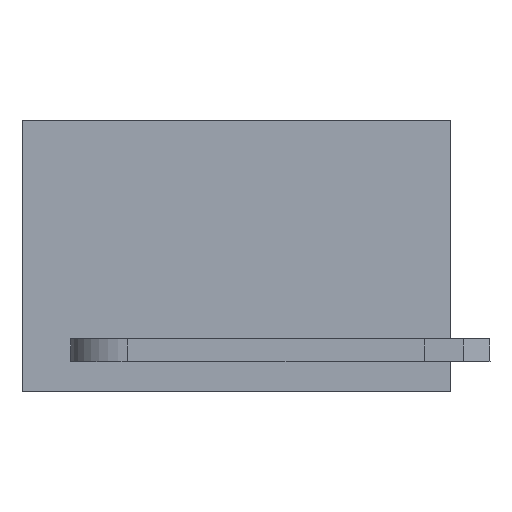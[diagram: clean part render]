
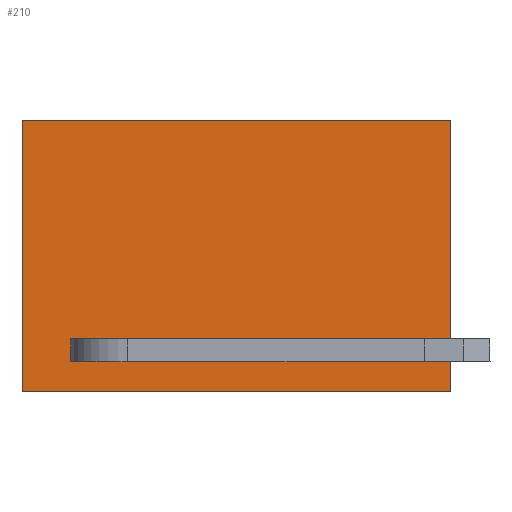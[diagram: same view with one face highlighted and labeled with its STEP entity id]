
A CAD part, front view. The second image highlights one B-rep face of the part: STEP entity #210.
In plain terms, the highlighted planar face has unit normal (0, -1, 0).
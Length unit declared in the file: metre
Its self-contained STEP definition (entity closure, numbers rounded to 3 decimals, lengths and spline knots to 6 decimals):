
#210=ADVANCED_FACE('',(#566,#567,#568,#569),#570,.T.);
#566=FACE_BOUND('',#1080,.T.);
#567=FACE_BOUND('',#1081,.T.);
#568=FACE_BOUND('',#1082,.T.);
#569=FACE_OUTER_BOUND('',#1083,.T.);
#570=PLANE('',#1084);
#1080=EDGE_LOOP('',(#1652,#1653,#1654,#1655));
#1081=EDGE_LOOP('',(#1656,#1657,#1658,#1659));
#1082=EDGE_LOOP('',(#1660,#1661,#1662,#1663));
#1083=EDGE_LOOP('',(#1664,#1665,#1666,#1667));
#1084=AXIS2_PLACEMENT_3D('',#1668,#1669,#1670);
#1652=ORIENTED_EDGE('',*,*,#3137,.F.);
#1653=ORIENTED_EDGE('',*,*,#3138,.F.);
#1654=ORIENTED_EDGE('',*,*,#3139,.F.);
#1655=ORIENTED_EDGE('',*,*,#3140,.F.);
#1656=ORIENTED_EDGE('',*,*,#3141,.F.);
#1657=ORIENTED_EDGE('',*,*,#3142,.F.);
#1658=ORIENTED_EDGE('',*,*,#3143,.F.);
#1659=ORIENTED_EDGE('',*,*,#3144,.F.);
#1660=ORIENTED_EDGE('',*,*,#3145,.F.);
#1661=ORIENTED_EDGE('',*,*,#3146,.T.);
#1662=ORIENTED_EDGE('',*,*,#3147,.F.);
#1663=ORIENTED_EDGE('',*,*,#3148,.F.);
#1664=ORIENTED_EDGE('',*,*,#3135,.F.);
#1665=ORIENTED_EDGE('',*,*,#3149,.F.);
#1666=ORIENTED_EDGE('',*,*,#3101,.T.);
#1667=ORIENTED_EDGE('',*,*,#3150,.T.);
#1668=CARTESIAN_POINT('',(0.01,0.,-0.0095));
#1669=DIRECTION('',(0.,-1.0,0.));
#1670=DIRECTION('',(0.,0.,-1.0));
#3101=EDGE_CURVE('',#3711,#3708,#3712,.T.);
#3135=EDGE_CURVE('',#3771,#3758,#3773,.T.);
#3137=EDGE_CURVE('',#3775,#3776,#3777,.T.);
#3138=EDGE_CURVE('',#3778,#3775,#3779,.T.);
#3139=EDGE_CURVE('',#3780,#3778,#3781,.T.);
#3140=EDGE_CURVE('',#3776,#3780,#3782,.T.);
#3141=EDGE_CURVE('',#3783,#3784,#3785,.T.);
#3142=EDGE_CURVE('',#3786,#3783,#3787,.T.);
#3143=EDGE_CURVE('',#3788,#3786,#3789,.T.);
#3144=EDGE_CURVE('',#3784,#3788,#3790,.T.);
#3145=EDGE_CURVE('',#3791,#3792,#3793,.T.);
#3146=EDGE_CURVE('',#3791,#3794,#3795,.T.);
#3147=EDGE_CURVE('',#3796,#3794,#3797,.T.);
#3148=EDGE_CURVE('',#3792,#3796,#3798,.T.);
#3149=EDGE_CURVE('',#3711,#3771,#3799,.T.);
#3150=EDGE_CURVE('',#3708,#3758,#3800,.T.);
#3708=VERTEX_POINT('',#4596);
#3711=VERTEX_POINT('',#4600);
#3712=LINE('',#4601,#4602);
#3758=VERTEX_POINT('',#4669);
#3771=VERTEX_POINT('',#4688);
#3773=LINE('',#4691,#4692);
#3775=VERTEX_POINT('',#4694);
#3776=VERTEX_POINT('',#4695);
#3777=LINE('',#4696,#4697);
#3778=VERTEX_POINT('',#4698);
#3779=LINE('',#4699,#4700);
#3780=VERTEX_POINT('',#4701);
#3781=LINE('',#4702,#4703);
#3782=LINE('',#4704,#4705);
#3783=VERTEX_POINT('',#4706);
#3784=VERTEX_POINT('',#4707);
#3785=LINE('',#4708,#4709);
#3786=VERTEX_POINT('',#4710);
#3787=LINE('',#4711,#4712);
#3788=VERTEX_POINT('',#4713);
#3789=LINE('',#4714,#4715);
#3790=LINE('',#4716,#4717);
#3791=VERTEX_POINT('',#4718);
#3792=VERTEX_POINT('',#4719);
#3793=LINE('',#4720,#4721);
#3794=VERTEX_POINT('',#4722);
#3795=LINE('',#4723,#4724);
#3796=VERTEX_POINT('',#4725);
#3797=LINE('',#4726,#4727);
#3798=LINE('',#4728,#4729);
#3799=LINE('',#4730,#4731);
#3800=LINE('',#4732,#4733);
#4596=CARTESIAN_POINT('',(0.015,0.0,0.0));
#4600=CARTESIAN_POINT('',(0.015,0.,-0.0095));
#4601=CARTESIAN_POINT('',(0.015,0.,-0.0095));
#4602=VECTOR('',#5842,1.0);
#4669=CARTESIAN_POINT('',(0.,0.,0.0));
#4688=CARTESIAN_POINT('',(0.,0.,-0.0095));
#4691=CARTESIAN_POINT('',(0.,0.,-0.0095));
#4692=VECTOR('',#5871,1.0);
#4694=CARTESIAN_POINT('',(0.0083,0.,-0.00845));
#4695=CARTESIAN_POINT('',(0.0083,0.,-0.00765));
#4696=CARTESIAN_POINT('',(0.0083,0.,-0.0095));
#4697=VECTOR('',#5872,1.0);
#4698=CARTESIAN_POINT('',(0.0067,0.,-0.00845));
#4699=CARTESIAN_POINT('',(0.,0.,-0.00845));
#4700=VECTOR('',#5873,1.0);
#4701=CARTESIAN_POINT('',(0.0067,0.,-0.00765));
#4702=CARTESIAN_POINT('',(0.0067,0.,-0.0095));
#4703=VECTOR('',#5874,1.0);
#4704=CARTESIAN_POINT('',(0.,0.,-0.00765));
#4705=VECTOR('',#5875,1.0);
#4706=CARTESIAN_POINT('',(0.0017,0.,-0.00845));
#4707=CARTESIAN_POINT('',(0.0033,0.,-0.00845));
#4708=CARTESIAN_POINT('',(0.,0.,-0.00845));
#4709=VECTOR('',#5876,1.0);
#4710=CARTESIAN_POINT('',(0.0017,0.,-0.00765));
#4711=CARTESIAN_POINT('',(0.0017,0.,-0.0095));
#4712=VECTOR('',#5877,1.0);
#4713=CARTESIAN_POINT('',(0.0033,0.,-0.00765));
#4714=CARTESIAN_POINT('',(0.,0.,-0.00765));
#4715=VECTOR('',#5878,1.0);
#4716=CARTESIAN_POINT('',(0.0033,0.,-0.0095));
#4717=VECTOR('',#5879,1.0);
#4718=CARTESIAN_POINT('',(0.0117,0.,-0.00845));
#4719=CARTESIAN_POINT('',(0.0129,0.,-0.00845));
#4720=CARTESIAN_POINT('',(0.,0.,-0.00845));
#4721=VECTOR('',#5880,1.0);
#4722=CARTESIAN_POINT('',(0.0117,0.,-0.00765));
#4723=CARTESIAN_POINT('',(0.0117,0.,-0.0095));
#4724=VECTOR('',#5881,1.0);
#4725=CARTESIAN_POINT('',(0.0129,0.,-0.00765));
#4726=CARTESIAN_POINT('',(0.01205,0.,-0.00765));
#4727=VECTOR('',#5882,1.0);
#4728=CARTESIAN_POINT('',(0.0129,0.,-0.00845));
#4729=VECTOR('',#5883,1.0);
#4730=CARTESIAN_POINT('',(0.01,0.,-0.0095));
#4731=VECTOR('',#5884,1.0);
#4732=CARTESIAN_POINT('',(0.01,0.,0.));
#4733=VECTOR('',#5885,1.0);
#5842=DIRECTION('',(0.,0.,1.0));
#5871=DIRECTION('',(0.,0.,1.0));
#5872=DIRECTION('',(0.,0.,1.0));
#5873=DIRECTION('',(1.0,0.,0.));
#5874=DIRECTION('',(0.,0.,-1.0));
#5875=DIRECTION('',(-1.0,0.,0.));
#5876=DIRECTION('',(1.0,0.,0.));
#5877=DIRECTION('',(0.,0.,-1.0));
#5878=DIRECTION('',(-1.0,0.,0.));
#5879=DIRECTION('',(0.,0.,1.0));
#5880=DIRECTION('',(1.0,0.,0.));
#5881=DIRECTION('',(0.,0.,1.0));
#5882=DIRECTION('',(-1.0,0.,0.));
#5883=DIRECTION('',(0.,0.,1.0));
#5884=DIRECTION('',(-1.0,0.,0.));
#5885=DIRECTION('',(-1.0,0.,0.));
